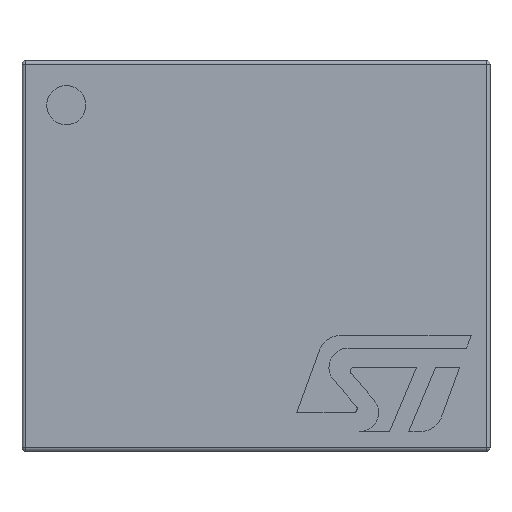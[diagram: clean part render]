
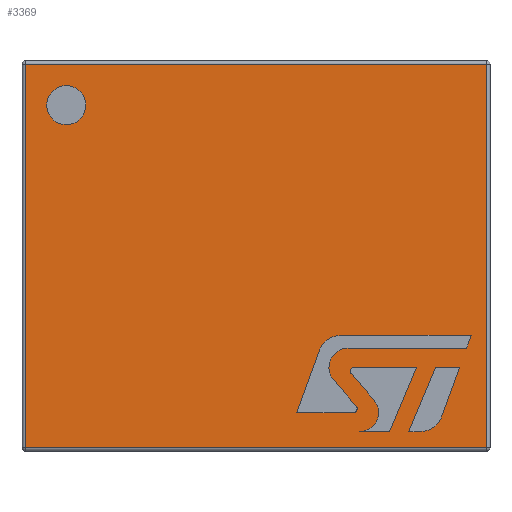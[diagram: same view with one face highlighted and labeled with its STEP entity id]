
A CAD part, top view. The second image highlights one B-rep face of the part: STEP entity #3369.
In plain terms, the highlighted planar face has unit normal (0, 0, 1).
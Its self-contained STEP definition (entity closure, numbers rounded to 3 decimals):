
#171=PLANE('',#3731);
#359=FACE_OUTER_BOUND('',#584,.T.);
#584=EDGE_LOOP('',(#2778,#2779,#2780,#2781));
#888=LINE('',#5184,#1309);
#890=LINE('',#5192,#1311);
#892=LINE('',#5202,#1313);
#894=LINE('',#5211,#1315);
#1309=VECTOR('',#4219,10.);
#1311=VECTOR('',#4227,10.);
#1313=VECTOR('',#4239,10.);
#1315=VECTOR('',#4251,10.);
#1713=VERTEX_POINT('',#5177);
#1716=VERTEX_POINT('',#5182);
#1719=VERTEX_POINT('',#5190);
#1722=VERTEX_POINT('',#5200);
#2084=EDGE_CURVE('',#1716,#1713,#888,.T.);
#2088=EDGE_CURVE('',#1719,#1716,#890,.T.);
#2093=EDGE_CURVE('',#1722,#1719,#892,.T.);
#2098=EDGE_CURVE('',#1713,#1722,#894,.T.);
#2778=ORIENTED_EDGE('',*,*,#2084,.F.);
#2779=ORIENTED_EDGE('',*,*,#2088,.F.);
#2780=ORIENTED_EDGE('',*,*,#2093,.F.);
#2781=ORIENTED_EDGE('',*,*,#2098,.F.);
#3369=ADVANCED_FACE('',(#359),#171,.T.);
#3731=AXIS2_PLACEMENT_3D('',#5234,#4279,#4280);
#4219=DIRECTION('',(-1.,0.,0.));
#4227=DIRECTION('',(0.,-1.,0.));
#4239=DIRECTION('',(1.,0.,0.));
#4251=DIRECTION('',(0.,1.,0.));
#4279=DIRECTION('center_axis',(0.,0.,1.));
#4280=DIRECTION('ref_axis',(1.,0.,0.));
#5177=CARTESIAN_POINT('',(-1.48,-1.23,0.76));
#5182=CARTESIAN_POINT('',(1.48,-1.23,0.76));
#5184=CARTESIAN_POINT('',(-0.74,-1.23,0.76));
#5190=CARTESIAN_POINT('',(1.48,1.23,0.76));
#5192=CARTESIAN_POINT('',(1.48,-0.615,0.76));
#5200=CARTESIAN_POINT('',(-1.48,1.23,0.76));
#5202=CARTESIAN_POINT('',(0.74,1.23,0.76));
#5211=CARTESIAN_POINT('',(-1.48,0.615,0.76));
#5234=CARTESIAN_POINT('Origin',(0.,0.,0.76));
